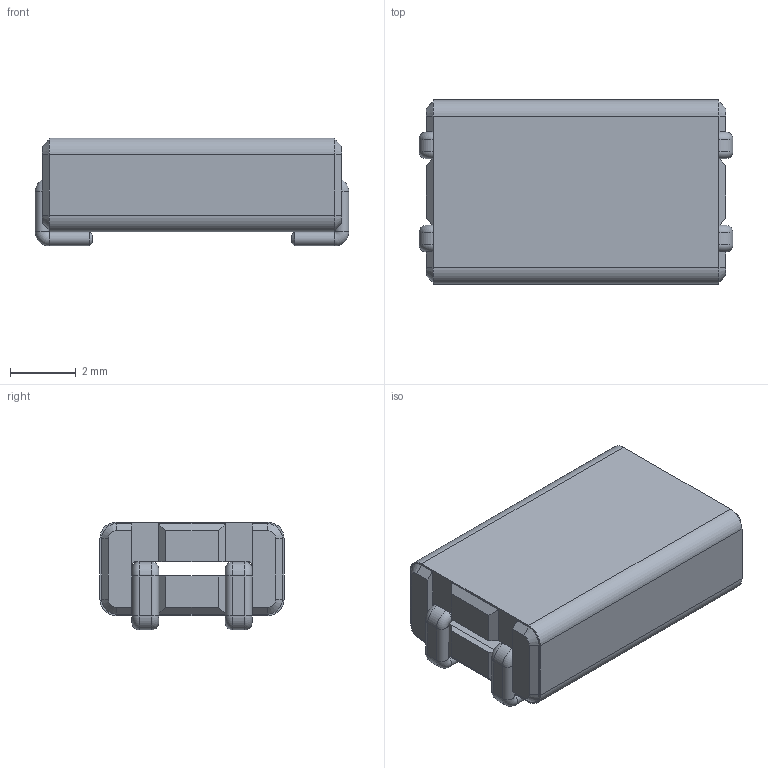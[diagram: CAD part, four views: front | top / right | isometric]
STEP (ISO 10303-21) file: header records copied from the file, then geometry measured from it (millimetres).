
FILE_DESCRIPTION(('FreeCAD Model'),'2;1');
FILE_NAME('CM3421.step' ,'2019-06-13T23:36:38',('Author'),(''), 'Open CASCADE STEP processor 7.3','FreeCAD','Unknown');
FILE_SCHEMA(('AUTOMOTIVE_DESIGN { 1 0 10303 214 1 1 1 1 }'));
Length unit declared in the file: millimetre
Products named in the file (1): CM3421
Bounding box: 9.54 x 5.6 x 3.28 mm (x, y, z)
Volume: 135.8 mm3; surface area: 274.2 mm2
Topology: 1 solids, 1 shells, 184 faces, 448 edges, 240 vertices
Faces by surface type: plane 104, cylinder 46, torus 18, cone 16
Entity records: 11957 total; most frequent: CARTESIAN_POINT 2075, DIRECTION 1586, LINE 976, VECTOR 976, ORIENTED_EDGE 872, PCURVE 864, DEFINITIONAL_REPRESENTATION 864, EDGE_CURVE 432
